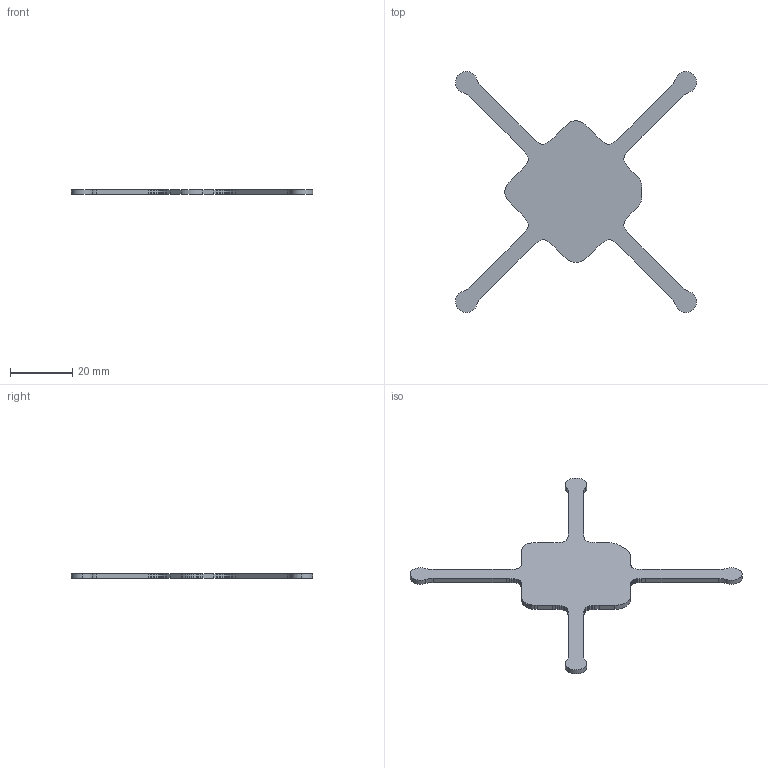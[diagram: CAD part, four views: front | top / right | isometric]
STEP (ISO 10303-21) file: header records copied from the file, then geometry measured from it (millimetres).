
FILE_DESCRIPTION (( 'STEP AP214' ), '1' );
FILE_NAME ('DAGLOANE.STEP', '2021-02-15T15:15:18', ( '' ), ( '' ), 'SwSTEP 2.0', 'SolidWorks 2020', '' );
FILE_SCHEMA (( 'AUTOMOTIVE_DESIGN' ));
Length unit declared in the file: millimetre
Products named in the file (1): DAGLOANE
Bounding box: 77.7 x 77.7 x 1.6 mm (x, y, z)
Volume: 3134 mm3; surface area: 4565.5 mm2
Topology: 1 solids, 1 shells, 182 faces, 540 edges, 360 vertices
Faces by surface type: plane 167, cylinder 15
Entity records: 6028 total; most frequent: CARTESIAN_POINT 1083, ORIENTED_EDGE 1080, DIRECTION 936, EDGE_CURVE 540, LINE 510, VECTOR 510, VERTEX_POINT 360, AXIS2_PLACEMENT_3D 213
